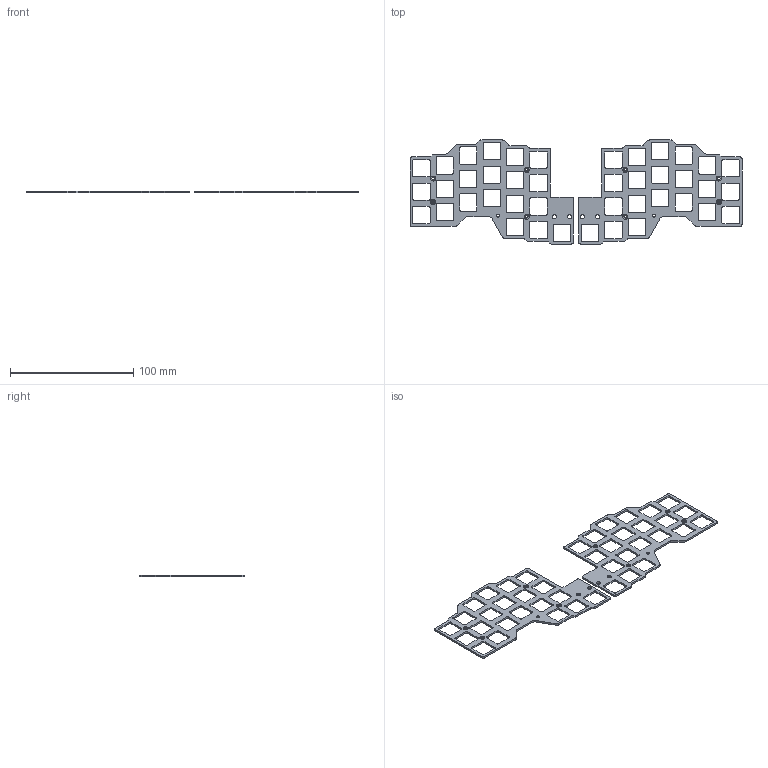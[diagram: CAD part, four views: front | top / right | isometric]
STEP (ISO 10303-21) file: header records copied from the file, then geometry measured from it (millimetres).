
FILE_DESCRIPTION(/* description */ (''),/* implementation_level */ '2;1');
FILE_NAME(/* name */ 'mriya-cnc-top-plate-v.1.00.step',/* time_stamp */ '2025-03-11T01:14:51+03:00',/* author */ (''),/* organization */ (''),/* preprocessor_version */ 'ST-DEVELOPER v20',/* originating_system */ 'Autodesk Translation Framework v13.14.0.145',/* authorisation */ '');
FILE_SCHEMA (('AUTOMOTIVE_DESIGN { 1 0 10303 214 3 1 1 }'));
Length unit declared in the file: millimetre
Products named in the file (1): mriya-cnc-top-plate
Bounding box: 269.3 x 84.4 x 1.5 mm (x, y, z)
Volume: 12186.8 mm3; surface area: 21228.9 mm2
Topology: 2 solids, 2 shells, 466 faces, 1362 edges, 908 vertices
Faces by surface type: cylinder 238, plane 228
Full cylindrical faces by diameter (mm): 2 x8, 2.6 x2, 3.4 x4, 4 x8
Entity records: 15845 total; most frequent: DIRECTION 2772, CARTESIAN_POINT 2737, ORIENTED_EDGE 2724, EDGE_CURVE 1362, AXIS2_PLACEMENT_3D 943, VERTEX_POINT 908, LINE 886, VECTOR 886
